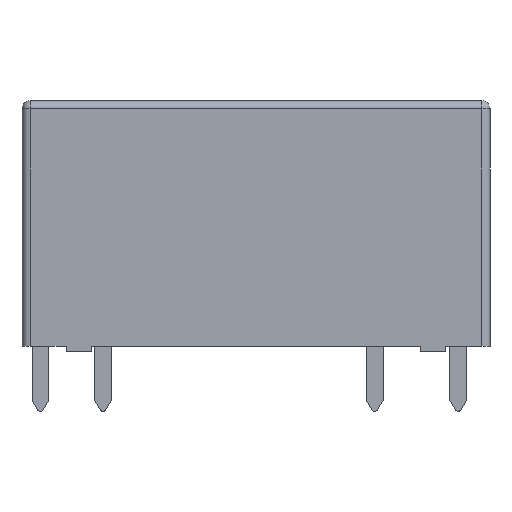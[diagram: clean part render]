
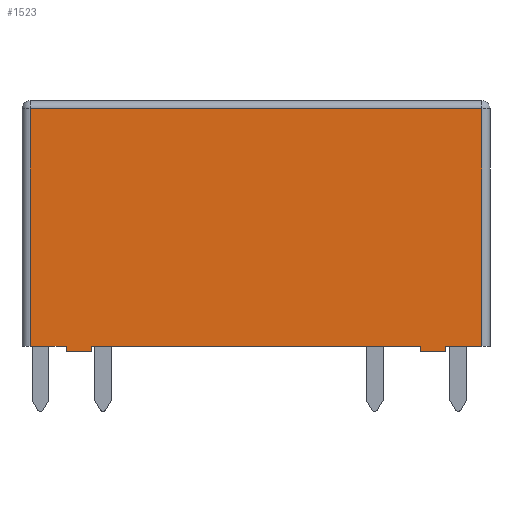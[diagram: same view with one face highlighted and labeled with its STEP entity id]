
A CAD part, front view. The second image highlights one B-rep face of the part: STEP entity #1523.
In plain terms, the highlighted planar face has unit normal (0, -1, 0).
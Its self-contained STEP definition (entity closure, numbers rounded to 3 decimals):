
#123=ORIENTED_EDGE('',*,*,#423,.T.);
#124=ORIENTED_EDGE('',*,*,#422,.T.);
#125=ORIENTED_EDGE('',*,*,#417,.T.);
#126=ORIENTED_EDGE('',*,*,#408,.T.);
#127=ORIENTED_EDGE('',*,*,#424,.T.);
#128=ORIENTED_EDGE('',*,*,#425,.F.);
#129=ORIENTED_EDGE('',*,*,#426,.F.);
#130=ORIENTED_EDGE('',*,*,#427,.T.);
#131=ORIENTED_EDGE('',*,*,#428,.T.);
#132=ORIENTED_EDGE('',*,*,#391,.F.);
#133=ORIENTED_EDGE('',*,*,#386,.F.);
#134=ORIENTED_EDGE('',*,*,#383,.T.);
#383=EDGE_CURVE('',#538,#537,#639,.T.);
#386=EDGE_CURVE('',#538,#540,#642,.T.);
#391=EDGE_CURVE('',#540,#542,#647,.T.);
#408=EDGE_CURVE('',#557,#559,#662,.T.);
#417=EDGE_CURVE('',#565,#557,#666,.T.);
#422=EDGE_CURVE('',#567,#565,#668,.T.);
#423=EDGE_CURVE('',#537,#567,#669,.T.);
#424=EDGE_CURVE('',#559,#568,#670,.T.);
#425=EDGE_CURVE('',#569,#568,#671,.T.);
#426=EDGE_CURVE('',#570,#569,#672,.T.);
#427=EDGE_CURVE('',#570,#571,#673,.T.);
#428=EDGE_CURVE('',#571,#542,#674,.T.);
#537=VERTEX_POINT('',#1991);
#538=VERTEX_POINT('',#1993);
#540=VERTEX_POINT('',#1999);
#542=VERTEX_POINT('',#2005);
#557=VERTEX_POINT('',#2041);
#559=VERTEX_POINT('',#2045);
#565=VERTEX_POINT('',#2065);
#567=VERTEX_POINT('',#2071);
#568=VERTEX_POINT('',#2077);
#569=VERTEX_POINT('',#2079);
#570=VERTEX_POINT('',#2081);
#571=VERTEX_POINT('',#2083);
#639=LINE('',#1992,#771);
#642=LINE('',#1998,#774);
#647=LINE('',#2008,#779);
#662=LINE('',#2046,#794);
#666=LINE('',#2064,#798);
#668=LINE('',#2073,#800);
#669=LINE('',#2075,#801);
#670=LINE('',#2076,#802);
#671=LINE('',#2078,#803);
#672=LINE('',#2080,#804);
#673=LINE('',#2082,#805);
#674=LINE('',#2084,#806);
#771=VECTOR('',#1681,1000.);
#774=VECTOR('',#1686,1000.);
#779=VECTOR('',#1693,1000.);
#794=VECTOR('',#1722,1000.);
#798=VECTOR('',#1744,1000.);
#800=VECTOR('',#1754,1000.);
#801=VECTOR('',#1757,1000.);
#802=VECTOR('',#1758,1000.);
#803=VECTOR('',#1759,1000.);
#804=VECTOR('',#1760,1000.);
#805=VECTOR('',#1761,1000.);
#806=VECTOR('',#1762,1000.);
#908=EDGE_LOOP('',(#123,#124,#125,#126,#127,#128,#129,#130,#131,#132,#133,
#134));
#974=FACE_BOUND('',#908,.T.);
#1035=PLANE('',#1600);
#1523=ADVANCED_FACE('',(#974),#1035,.T.);
#1600=AXIS2_PLACEMENT_3D('',#2074,#1755,#1756);
#1681=DIRECTION('',(0.,0.,1.));
#1686=DIRECTION('',(-1.,0.,0.));
#1693=DIRECTION('',(0.,0.,1.));
#1722=DIRECTION('',(0.,0.,-1.));
#1744=DIRECTION('',(-1.,0.,0.));
#1754=DIRECTION('',(0.,0.,1.));
#1755=DIRECTION('',(0.,-1.,0.));
#1756=DIRECTION('',(0.,0.,-1.));
#1757=DIRECTION('',(1.,0.,0.));
#1758=DIRECTION('',(1.,0.,0.));
#1759=DIRECTION('',(0.,0.,1.));
#1760=DIRECTION('',(-1.,0.,0.));
#1761=DIRECTION('',(0.,0.,1.));
#1762=DIRECTION('',(1.,0.,0.));
#1991=CARTESIAN_POINT('',(12.975,-6.9,-6.53));
#1992=CARTESIAN_POINT('',(12.975,-6.9,0.));
#1993=CARTESIAN_POINT('',(12.975,-6.9,-6.83));
#1998=CARTESIAN_POINT('',(0.,-6.9,-6.83));
#1999=CARTESIAN_POINT('',(11.475,-6.9,-6.83));
#2005=CARTESIAN_POINT('',(11.475,-6.9,-6.53));
#2008=CARTESIAN_POINT('',(11.475,-6.9,-6.83));
#2041=CARTESIAN_POINT('',(-11.875,-6.9,7.67));
#2045=CARTESIAN_POINT('',(-11.875,-6.9,-6.53));
#2046=CARTESIAN_POINT('',(-11.875,-6.9,-6.53));
#2064=CARTESIAN_POINT('',(-12.375,-6.9,7.67));
#2065=CARTESIAN_POINT('',(15.125,-6.9,7.67));
#2071=CARTESIAN_POINT('',(15.125,-6.9,-6.53));
#2073=CARTESIAN_POINT('',(15.125,-6.9,8.67));
#2074=CARTESIAN_POINT('',(0.,-6.9,0.));
#2075=CARTESIAN_POINT('',(-12.375,-6.9,-6.53));
#2076=CARTESIAN_POINT('',(-12.375,-6.9,-6.53));
#2077=CARTESIAN_POINT('',(-9.725,-6.9,-6.53));
#2078=CARTESIAN_POINT('',(-9.725,-6.9,-6.83));
#2079=CARTESIAN_POINT('',(-9.725,-6.9,-6.83));
#2080=CARTESIAN_POINT('',(0.,-6.9,-6.83));
#2081=CARTESIAN_POINT('',(-8.225,-6.9,-6.83));
#2082=CARTESIAN_POINT('',(-8.225,-6.9,-6.83));
#2083=CARTESIAN_POINT('',(-8.225,-6.9,-6.53));
#2084=CARTESIAN_POINT('',(-12.375,-6.9,-6.53));
